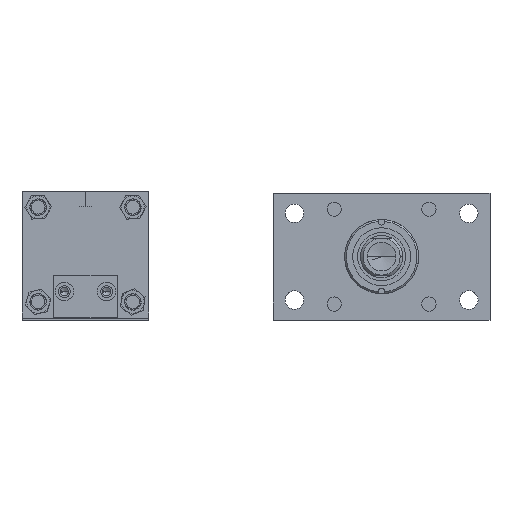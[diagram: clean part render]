
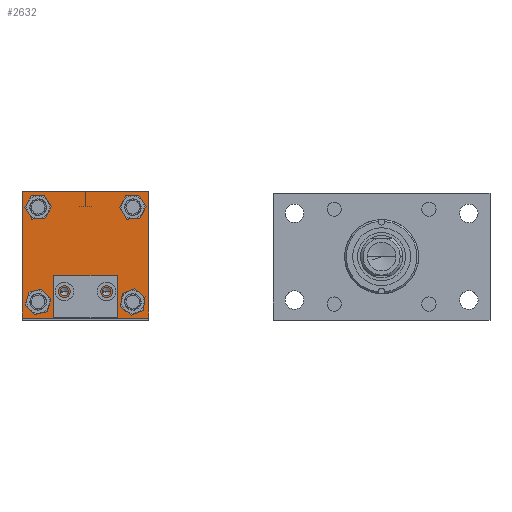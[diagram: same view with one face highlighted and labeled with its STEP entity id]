
A CAD part, top view. The second image highlights one B-rep face of the part: STEP entity #2632.
In plain terms, the highlighted face is planar.
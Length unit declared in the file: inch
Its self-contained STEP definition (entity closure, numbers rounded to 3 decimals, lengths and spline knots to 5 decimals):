
#54 = CARTESIAN_POINT ( 'NONE',  ( 4.81388, 7.98191, -0.3831 ) ) ;
#68 = CARTESIAN_POINT ( 'NONE',  ( 6.81388, 5.55135, -0.3831 ) ) ;
#85 = VERTEX_POINT ( 'NONE', #8019 ) ;
#166 = AXIS2_PLACEMENT_3D ( 'NONE', #8516, #2585, #12611 ) ;
#198 = CARTESIAN_POINT ( 'NONE',  ( 4.19488, 9.97591, -0.3831 ) ) ;
#204 = CIRCLE ( 'NONE', #4064, 0.1005 ) ;
#256 = EDGE_CURVE ( 'NONE', #6322, #6714, #6409, .T. ) ;
#375 = FACE_BOUND ( 'NONE', #4925, .T. ) ;
#458 = DIRECTION ( 'NONE',  ( 0., 0., 1. ) ) ;
#612 = AXIS2_PLACEMENT_3D ( 'NONE', #11926, #10829, #8889 ) ;
#780 = CARTESIAN_POINT ( 'NONE',  ( 5.91438, 7.98191, -0.3831 ) ) ;
#863 = VERTEX_POINT ( 'NONE', #12682 ) ;
#1062 = DIRECTION ( 'NONE',  ( -1., 0., 0. ) ) ;
#1213 = ORIENTED_EDGE ( 'NONE', *, *, #12796, .T. ) ;
#1427 = LINE ( 'NONE', #11655, #12801 ) ;
#1474 = CARTESIAN_POINT ( 'NONE',  ( 5.31388, 10.35691, -0.3831 ) ) ;
#1606 = ORIENTED_EDGE ( 'NONE', *, *, #2429, .F. ) ;
#1703 = VERTEX_POINT ( 'NONE', #8080 ) ;
#1718 = AXIS2_PLACEMENT_3D ( 'NONE', #5934, #12784, #2016 ) ;
#1762 = ORIENTED_EDGE ( 'NONE', *, *, #4528, .T. ) ;
#2016 = DIRECTION ( 'NONE',  ( 1., 0., 0. ) ) ;
#2105 = VERTEX_POINT ( 'NONE', #8732 ) ;
#2147 = DIRECTION ( 'NONE',  ( 0., 0., 1. ) ) ;
#2195 = DIRECTION ( 'NONE',  ( 0., 0., -1. ) ) ;
#2342 = DIRECTION ( 'NONE',  ( 0., -1., 0. ) ) ;
#2390 = EDGE_CURVE ( 'NONE', #12747, #4605, #8116, .T. ) ;
#2403 = DIRECTION ( 'NONE',  ( 1., 0., 0. ) ) ;
#2429 = EDGE_CURVE ( 'NONE', #10984, #9584, #204, .T. ) ;
#2544 = FACE_BOUND ( 'NONE', #2814, .T. ) ;
#2546 = EDGE_CURVE ( 'NONE', #12346, #11465, #6089, .T. ) ;
#2585 = DIRECTION ( 'NONE',  ( 0., 0., 1. ) ) ;
#2614 = DIRECTION ( 'NONE',  ( 0., 0., 1. ) ) ;
#2620 = AXIS2_PLACEMENT_3D ( 'NONE', #9606, #5698, #6678 ) ;
#2632 = ADVANCED_FACE ( 'NONE', ( #375, #2544, #12833, #10316, #12697, #9048, #8433 ), #4269, .F. ) ;
#2814 = EDGE_LOOP ( 'NONE', ( #6115, #3793 ) ) ;
#2949 = EDGE_CURVE ( 'NONE', #9584, #10984, #9064, .T. ) ;
#2955 = ORIENTED_EDGE ( 'NONE', *, *, #6190, .T. ) ;
#2977 = AXIS2_PLACEMENT_3D ( 'NONE', #11204, #3303, #5337 ) ;
#2981 = DIRECTION ( 'NONE',  ( 1., 0., 0. ) ) ;
#3144 = DIRECTION ( 'NONE',  ( 0., -1., 0. ) ) ;
#3219 = CARTESIAN_POINT ( 'NONE',  ( 5.81388, 7.98191, -0.3831 ) ) ;
#3303 = DIRECTION ( 'NONE',  ( 0., 0., 1. ) ) ;
#3374 = ORIENTED_EDGE ( 'NONE', *, *, #7536, .T. ) ;
#3376 = CARTESIAN_POINT ( 'NONE',  ( 6.22988, 7.73791, -0.3831 ) ) ;
#3514 = DIRECTION ( 'NONE',  ( -1., 0., 0. ) ) ;
#3619 = CARTESIAN_POINT ( 'NONE',  ( 4.91438, 7.98191, -0.3831 ) ) ;
#3793 = ORIENTED_EDGE ( 'NONE', *, *, #4816, .F. ) ;
#3884 = CIRCLE ( 'NONE', #1718, 0.203 ) ;
#3938 = VECTOR ( 'NONE', #3514, 39.37008 ) ;
#4064 = AXIS2_PLACEMENT_3D ( 'NONE', #3219, #6156, #10110 ) ;
#4201 = DIRECTION ( 'NONE',  ( 0., 0., 1. ) ) ;
#4269 = PLANE ( 'NONE',  #2977 ) ;
#4315 = AXIS2_PLACEMENT_3D ( 'NONE', #7624, #2614, #6534 ) ;
#4324 = ORIENTED_EDGE ( 'NONE', *, *, #2546, .T. ) ;
#4479 = CARTESIAN_POINT ( 'NONE',  ( 6.22988, 9.97591, -0.3831 ) ) ;
#4528 = EDGE_CURVE ( 'NONE', #12757, #1703, #11211, .T. ) ;
#4605 = VERTEX_POINT ( 'NONE', #3619 ) ;
#4816 = EDGE_CURVE ( 'NONE', #4605, #12747, #9172, .T. ) ;
#4911 = EDGE_LOOP ( 'NONE', ( #10156, #8242 ) ) ;
#4925 = EDGE_LOOP ( 'NONE', ( #6131, #1606 ) ) ;
#4938 = EDGE_LOOP ( 'NONE', ( #1762, #2955 ) ) ;
#5212 = CARTESIAN_POINT ( 'NONE',  ( 6.43288, 9.97591, -0.3831 ) ) ;
#5217 = AXIS2_PLACEMENT_3D ( 'NONE', #10160, #458, #2403 ) ;
#5267 = EDGE_CURVE ( 'NONE', #9895, #863, #1427, .T. ) ;
#5318 = ORIENTED_EDGE ( 'NONE', *, *, #5267, .T. ) ;
#5336 = CARTESIAN_POINT ( 'NONE',  ( 3.81388, 10.35691, -0.3831 ) ) ;
#5337 = DIRECTION ( 'NONE',  ( 1., 0., 0. ) ) ;
#5603 = DIRECTION ( 'NONE',  ( 0., 0., 1. ) ) ;
#5630 = AXIS2_PLACEMENT_3D ( 'NONE', #11104, #2195, #9163 ) ;
#5635 = EDGE_CURVE ( 'NONE', #85, #9566, #6897, .T. ) ;
#5658 = VECTOR ( 'NONE', #3144, 39.37008 ) ;
#5698 = DIRECTION ( 'NONE',  ( 0., 0., 1. ) ) ;
#5749 = CARTESIAN_POINT ( 'NONE',  ( 6.81388, 7.35691, -0.3831 ) ) ;
#5856 = EDGE_CURVE ( 'NONE', #6322, #9895, #7830, .T. ) ;
#5912 = AXIS2_PLACEMENT_3D ( 'NONE', #5212, #2147, #9069 ) ;
#5934 = CARTESIAN_POINT ( 'NONE',  ( 6.43288, 7.73791, -0.3831 ) ) ;
#6089 = CIRCLE ( 'NONE', #5217, 0.203 ) ;
#6115 = ORIENTED_EDGE ( 'NONE', *, *, #2390, .F. ) ;
#6131 = ORIENTED_EDGE ( 'NONE', *, *, #2949, .F. ) ;
#6156 = DIRECTION ( 'NONE',  ( 0., 0., -1. ) ) ;
#6190 = EDGE_CURVE ( 'NONE', #1703, #12757, #11040, .T. ) ;
#6322 = VERTEX_POINT ( 'NONE', #6899 ) ;
#6323 = ORIENTED_EDGE ( 'NONE', *, *, #5856, .T. ) ;
#6409 = LINE ( 'NONE', #1474, #3938 ) ;
#6534 = DIRECTION ( 'NONE',  ( 1., 0., 0. ) ) ;
#6678 = DIRECTION ( 'NONE',  ( 1., 0., 0. ) ) ;
#6714 = VERTEX_POINT ( 'NONE', #5336 ) ;
#6742 = VERTEX_POINT ( 'NONE', #10254 ) ;
#6897 = CIRCLE ( 'NONE', #9587, 0.203 ) ;
#6899 = CARTESIAN_POINT ( 'NONE',  ( 6.81388, 10.35691, -0.3831 ) ) ;
#7536 = EDGE_CURVE ( 'NONE', #11465, #12346, #3884, .T. ) ;
#7624 = CARTESIAN_POINT ( 'NONE',  ( 4.19488, 9.97591, -0.3831 ) ) ;
#7625 = AXIS2_PLACEMENT_3D ( 'NONE', #54, #12108, #1062 ) ;
#7713 = EDGE_LOOP ( 'NONE', ( #9248, #1213 ) ) ;
#7830 = LINE ( 'NONE', #68, #5658 ) ;
#7831 = EDGE_CURVE ( 'NONE', #9566, #85, #7895, .T. ) ;
#7895 = CIRCLE ( 'NONE', #5912, 0.203 ) ;
#7935 = EDGE_CURVE ( 'NONE', #6714, #863, #9770, .T. ) ;
#8016 = EDGE_LOOP ( 'NONE', ( #5318, #8953, #10012, #6323 ) ) ;
#8019 = CARTESIAN_POINT ( 'NONE',  ( 6.63588, 9.97591, -0.3831 ) ) ;
#8080 = CARTESIAN_POINT ( 'NONE',  ( 4.39788, 7.73791, -0.3831 ) ) ;
#8116 = CIRCLE ( 'NONE', #7625, 0.1005 ) ;
#8178 = EDGE_LOOP ( 'NONE', ( #3374, #4324 ) ) ;
#8242 = ORIENTED_EDGE ( 'NONE', *, *, #5635, .T. ) ;
#8361 = AXIS2_PLACEMENT_3D ( 'NONE', #198, #4201, #2981 ) ;
#8433 = FACE_OUTER_BOUND ( 'NONE', #8016, .T. ) ;
#8516 = CARTESIAN_POINT ( 'NONE',  ( 4.19488, 7.73791, -0.3831 ) ) ;
#8732 = CARTESIAN_POINT ( 'NONE',  ( 4.39788, 9.97591, -0.3831 ) ) ;
#8889 = DIRECTION ( 'NONE',  ( -1., 0., 0. ) ) ;
#8953 = ORIENTED_EDGE ( 'NONE', *, *, #7935, .F. ) ;
#9048 = FACE_BOUND ( 'NONE', #4911, .T. ) ;
#9064 = CIRCLE ( 'NONE', #5630, 0.1005 ) ;
#9069 = DIRECTION ( 'NONE',  ( 1., 0., 0. ) ) ;
#9163 = DIRECTION ( 'NONE',  ( -1., 0., 0. ) ) ;
#9172 = CIRCLE ( 'NONE', #612, 0.1005 ) ;
#9248 = ORIENTED_EDGE ( 'NONE', *, *, #9380, .T. ) ;
#9380 = EDGE_CURVE ( 'NONE', #6742, #2105, #12752, .T. ) ;
#9566 = VERTEX_POINT ( 'NONE', #4479 ) ;
#9584 = VERTEX_POINT ( 'NONE', #10408 ) ;
#9587 = AXIS2_PLACEMENT_3D ( 'NONE', #12646, #5603, #10662 ) ;
#9606 = CARTESIAN_POINT ( 'NONE',  ( 4.19488, 7.73791, -0.3831 ) ) ;
#9673 = CARTESIAN_POINT ( 'NONE',  ( 6.63588, 7.73791, -0.3831 ) ) ;
#9770 = LINE ( 'NONE', #12132, #12621 ) ;
#9895 = VERTEX_POINT ( 'NONE', #5749 ) ;
#10012 = ORIENTED_EDGE ( 'NONE', *, *, #256, .F. ) ;
#10110 = DIRECTION ( 'NONE',  ( -1., 0., 0. ) ) ;
#10156 = ORIENTED_EDGE ( 'NONE', *, *, #7831, .T. ) ;
#10160 = CARTESIAN_POINT ( 'NONE',  ( 6.43288, 7.73791, -0.3831 ) ) ;
#10254 = CARTESIAN_POINT ( 'NONE',  ( 3.99188, 9.97591, -0.3831 ) ) ;
#10316 = FACE_BOUND ( 'NONE', #4938, .T. ) ;
#10408 = CARTESIAN_POINT ( 'NONE',  ( 5.71338, 7.98191, -0.3831 ) ) ;
#10512 = CARTESIAN_POINT ( 'NONE',  ( 4.71338, 7.98191, -0.3831 ) ) ;
#10662 = DIRECTION ( 'NONE',  ( 1., 0., 0. ) ) ;
#10829 = DIRECTION ( 'NONE',  ( 0., 0., -1. ) ) ;
#10948 = CIRCLE ( 'NONE', #4315, 0.203 ) ;
#10984 = VERTEX_POINT ( 'NONE', #780 ) ;
#11040 = CIRCLE ( 'NONE', #2620, 0.203 ) ;
#11104 = CARTESIAN_POINT ( 'NONE',  ( 5.81388, 7.98191, -0.3831 ) ) ;
#11204 = CARTESIAN_POINT ( 'NONE',  ( 5.31388, 5.55135, -0.3831 ) ) ;
#11211 = CIRCLE ( 'NONE', #166, 0.203 ) ;
#11465 = VERTEX_POINT ( 'NONE', #3376 ) ;
#11482 = DIRECTION ( 'NONE',  ( -1., 0., 0. ) ) ;
#11615 = CARTESIAN_POINT ( 'NONE',  ( 3.99188, 7.73791, -0.3831 ) ) ;
#11655 = CARTESIAN_POINT ( 'NONE',  ( 5.31388, 7.35691, -0.3831 ) ) ;
#11926 = CARTESIAN_POINT ( 'NONE',  ( 4.81388, 7.98191, -0.3831 ) ) ;
#12108 = DIRECTION ( 'NONE',  ( 0., 0., -1. ) ) ;
#12132 = CARTESIAN_POINT ( 'NONE',  ( 3.81388, 5.55135, -0.3831 ) ) ;
#12346 = VERTEX_POINT ( 'NONE', #9673 ) ;
#12611 = DIRECTION ( 'NONE',  ( 1., 0., 0. ) ) ;
#12621 = VECTOR ( 'NONE', #2342, 39.37008 ) ;
#12646 = CARTESIAN_POINT ( 'NONE',  ( 6.43288, 9.97591, -0.3831 ) ) ;
#12682 = CARTESIAN_POINT ( 'NONE',  ( 3.81388, 7.35691, -0.3831 ) ) ;
#12697 = FACE_BOUND ( 'NONE', #8178, .T. ) ;
#12747 = VERTEX_POINT ( 'NONE', #10512 ) ;
#12752 = CIRCLE ( 'NONE', #8361, 0.203 ) ;
#12757 = VERTEX_POINT ( 'NONE', #11615 ) ;
#12784 = DIRECTION ( 'NONE',  ( 0., 0., 1. ) ) ;
#12796 = EDGE_CURVE ( 'NONE', #2105, #6742, #10948, .T. ) ;
#12801 = VECTOR ( 'NONE', #11482, 39.37008 ) ;
#12833 = FACE_BOUND ( 'NONE', #7713, .T. ) ;
